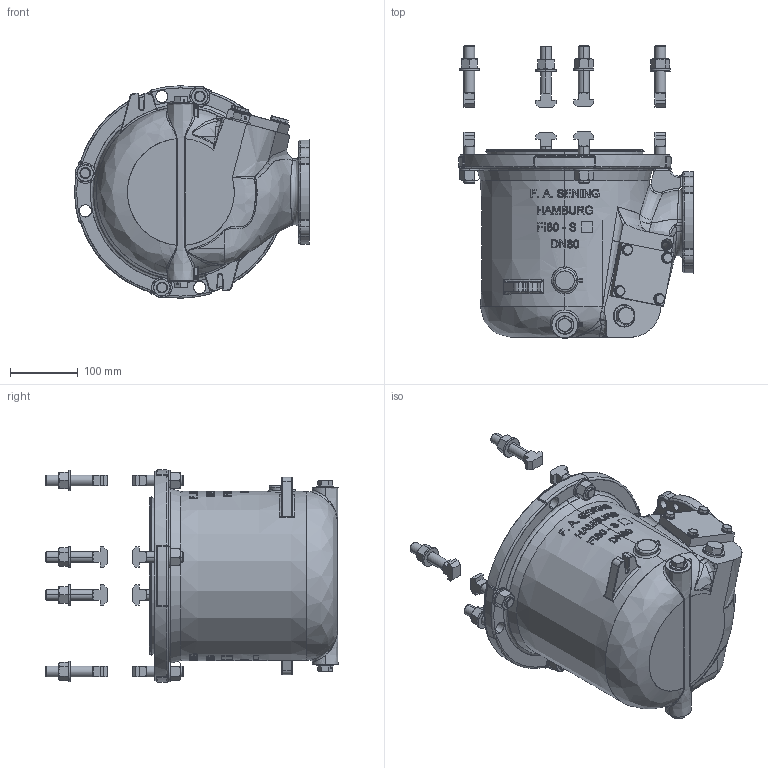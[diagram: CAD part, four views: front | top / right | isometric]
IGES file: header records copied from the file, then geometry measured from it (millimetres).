
Start section: SolidWorks IGES file using analytic representation for surfaces
Global section: file name: FI100-80_252361_ohne Einlaufteil.IGS; native system: SolidWorks 2010; preprocessor: SolidWorks 2010; author: LarsenR; date: 130926.104424; units: millimetre
Bounding box: 347 x 432 x 314 mm (x, y, z)
Surface area: 715035.8 mm2 (no closed solid volume)
Topology: 0 solids, 0 shells, 1430 faces, 30779 edges, 30755 vertices
Faces by surface type: bspline 876, revolution 554
